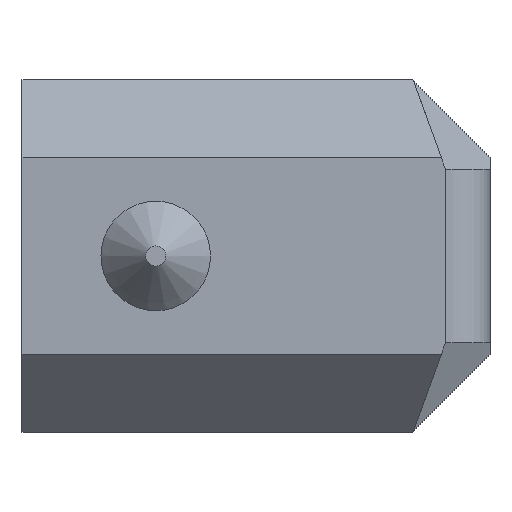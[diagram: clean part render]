
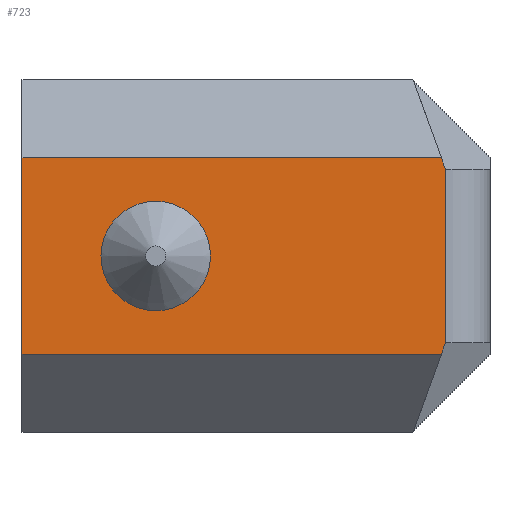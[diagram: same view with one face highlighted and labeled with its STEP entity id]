
A CAD part, front view. The second image highlights one B-rep face of the part: STEP entity #723.
In plain terms, the highlighted planar face has unit normal (0, -1, 0).
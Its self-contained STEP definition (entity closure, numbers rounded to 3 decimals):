
#65=LINE('',#1089,#149);
#73=LINE('',#1108,#157);
#74=LINE('',#1111,#158);
#75=LINE('',#1113,#159);
#76=LINE('',#1114,#160);
#77=LINE('',#1116,#161);
#149=VECTOR('',#894,1000.);
#157=VECTOR('',#908,1000.);
#158=VECTOR('',#909,1000.);
#159=VECTOR('',#910,1000.);
#160=VECTOR('',#911,1000.);
#161=VECTOR('',#912,1000.);
#268=ORIENTED_EDGE('',*,*,#437,.F.);
#269=ORIENTED_EDGE('',*,*,#438,.F.);
#270=ORIENTED_EDGE('',*,*,#439,.T.);
#271=ORIENTED_EDGE('',*,*,#440,.T.);
#272=ORIENTED_EDGE('',*,*,#429,.T.);
#273=ORIENTED_EDGE('',*,*,#441,.F.);
#274=ORIENTED_EDGE('',*,*,#442,.T.);
#429=EDGE_CURVE('',#519,#520,#65,.T.);
#437=EDGE_CURVE('',#526,#526,#569,.T.);
#438=EDGE_CURVE('',#527,#528,#73,.T.);
#439=EDGE_CURVE('',#527,#529,#74,.T.);
#440=EDGE_CURVE('',#529,#519,#75,.T.);
#441=EDGE_CURVE('',#530,#520,#76,.T.);
#442=EDGE_CURVE('',#530,#528,#77,.T.);
#519=VERTEX_POINT('',#1090);
#520=VERTEX_POINT('',#1091);
#526=VERTEX_POINT('',#1107);
#527=VERTEX_POINT('',#1109);
#528=VERTEX_POINT('',#1110);
#529=VERTEX_POINT('',#1112);
#530=VERTEX_POINT('',#1115);
#569=CIRCLE('',#797,2.459);
#594=EDGE_LOOP('',(#268));
#595=EDGE_LOOP('',(#269,#270,#271,#272,#273,#274));
#644=FACE_BOUND('',#594,.T.);
#645=FACE_BOUND('',#595,.T.);
#687=PLANE('',#796);
#723=ADVANCED_FACE('',(#644,#645),#687,.F.);
#796=AXIS2_PLACEMENT_3D('',#1105,#904,#905);
#797=AXIS2_PLACEMENT_3D('',#1106,#906,#907);
#894=DIRECTION('',(0.94,0.,-0.342));
#904=DIRECTION('',(0.,1.,0.));
#905=DIRECTION('',(0.,0.,1.));
#906=DIRECTION('',(0.,-1.,0.));
#907=DIRECTION('',(0.,0.,-1.));
#908=DIRECTION('',(0.,0.,-1.));
#909=DIRECTION('',(-1.,0.,0.));
#910=DIRECTION('',(0.,0.,-1.));
#911=DIRECTION('',(-1.,0.,0.));
#912=DIRECTION('',(0.94,0.,0.342));
#1089=CARTESIAN_POINT('',(0.,0.,3.456));
#1090=CARTESIAN_POINT('',(3.5,0.,2.182));
#1091=CARTESIAN_POINT('',(4.,0.,2.));
#1105=CARTESIAN_POINT('',(15.8,0.,21.));
#1106=CARTESIAN_POINT('',(7.9,0.,15.));
#1107=CARTESIAN_POINT('',(7.9,0.,12.542));
#1108=CARTESIAN_POINT('',(12.3,0.,21.));
#1109=CARTESIAN_POINT('',(12.3,0.,21.));
#1110=CARTESIAN_POINT('',(12.3,0.,2.182));
#1111=CARTESIAN_POINT('',(15.8,0.,21.));
#1112=CARTESIAN_POINT('',(3.5,0.,21.));
#1113=CARTESIAN_POINT('',(3.5,0.,21.));
#1114=CARTESIAN_POINT('',(15.8,0.,2.));
#1115=CARTESIAN_POINT('',(11.8,0.,2.));
#1116=CARTESIAN_POINT('',(11.8,0.,2.));
